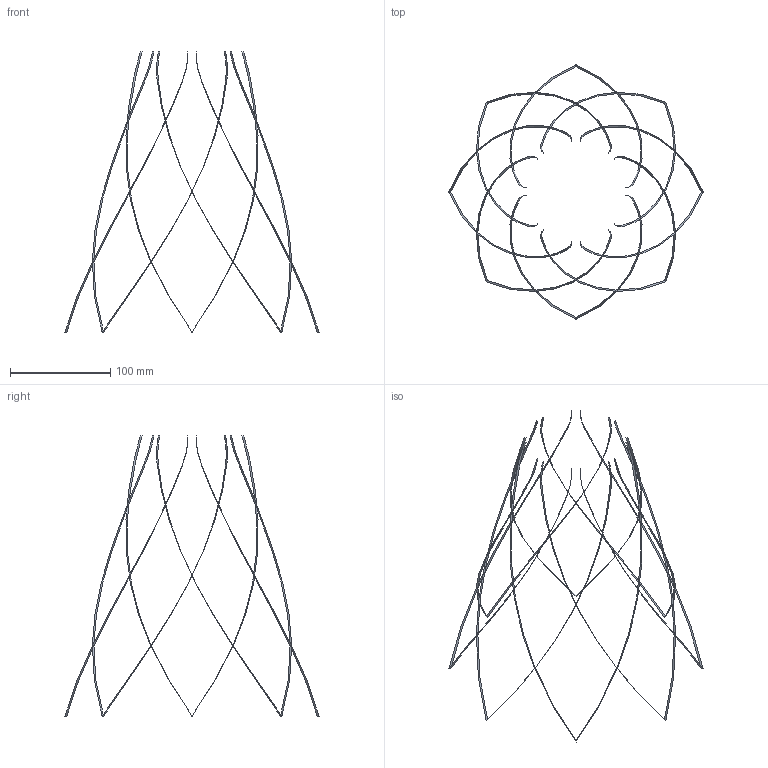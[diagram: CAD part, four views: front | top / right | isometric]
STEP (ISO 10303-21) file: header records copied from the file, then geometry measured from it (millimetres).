
FILE_DESCRIPTION(('CATIA V5 STEP Exchange'),'2;1');
FILE_NAME('Cone_Helix.stp','2021-11-24T20:35:16+00:00',('none'),('none'),'CATIA Version 5 Release 21 GA (IN-10)','CATIA V5 STEP AP203','none');
FILE_SCHEMA(('CONFIG_CONTROL_DESIGN'));
Length unit declared in the file: millimetre
Products named in the file (1): Cone_CAD
Bounding box: 254 x 254 x 280 mm (x, y, z)
Surface area: 8407.3 mm2 (no closed solid volume)
Topology: 0 solids, 16 shells, 48 faces, 160 edges, 128 vertices
Faces by surface type: bspline 32, plane 16
Entity records: 3702 total; most frequent: CARTESIAN_POINT 2655, ORIENTED_EDGE 192, EDGE_CURVE 160, VERTEX_POINT 128, B_SPLINE_CURVE_WITH_KNOTS 112, DIRECTION 76, VECTOR 48, ADVANCED_FACE 48
